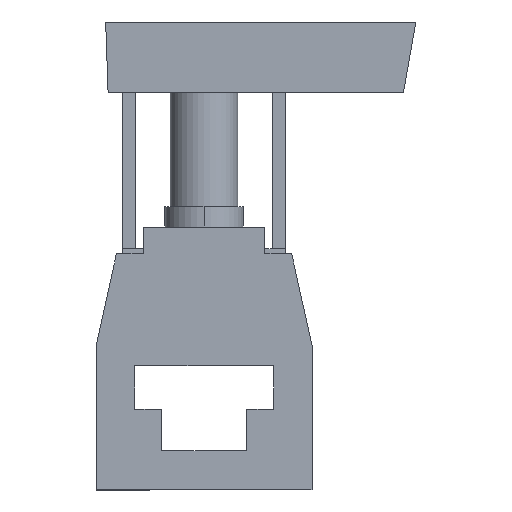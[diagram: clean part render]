
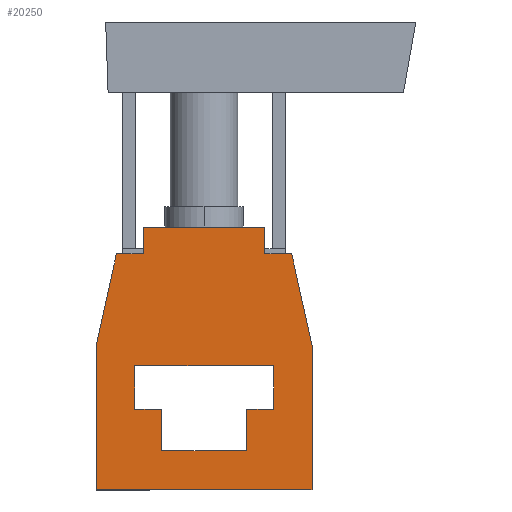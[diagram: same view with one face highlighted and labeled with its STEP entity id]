
A CAD part, left-side view. The second image highlights one B-rep face of the part: STEP entity #20250.
In plain terms, the highlighted planar face has unit normal (-1, 0, 0).
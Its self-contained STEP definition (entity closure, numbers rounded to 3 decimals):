
#12170=CARTESIAN_POINT('',(-9.8,19.5,12.5));
#12180=VERTEX_POINT('',#12170);
#12210=CARTESIAN_POINT('',(-9.8,19.5,0.));
#12220=DIRECTION('',(0.,0.,-1.));
#12230=VECTOR('',#12220,1.);
#12240=LINE('',#12210,#12230);
#12250=CARTESIAN_POINT('',(-9.8,19.5,3.5));
#12260=VERTEX_POINT('',#12250);
#12270=EDGE_CURVE('',#12180,#12260,#12240,.T.);
#13030=CARTESIAN_POINT('',(-9.8,0.,3.5));
#13040=DIRECTION('',(0.,1.,0.));
#13050=VECTOR('',#13040,1.);
#13060=LINE('',#13030,#13050);
#13070=CARTESIAN_POINT('',(-9.8,17.5,3.5));
#13080=VERTEX_POINT('',#13070);
#13090=EDGE_CURVE('',#13080,#12260,#13060,.T.);
#13330=CARTESIAN_POINT('',(-9.8,17.5,0.));
#13340=DIRECTION('',(0.,0.,1.));
#13350=VECTOR('',#13340,1.);
#13360=LINE('',#13330,#13350);
#13370=CARTESIAN_POINT('',(-9.8,17.5,1.5));
#13380=VERTEX_POINT('',#13370);
#13390=EDGE_CURVE('',#13380,#13080,#13360,.T.);
#18620=CARTESIAN_POINT('',(-9.8,0.,16.));
#18630=DIRECTION('',(0.,-1.,0.));
#18640=VECTOR('',#18630,1.);
#18650=LINE('',#18620,#18640);
#18660=CARTESIAN_POINT('',(-9.8,10.734,16.));
#18670=VERTEX_POINT('',#18660);
#18680=CARTESIAN_POINT('',(-9.8,0.,16.));
#18690=VERTEX_POINT('',#18680);
#18700=EDGE_CURVE('',#18670,#18690,#18650,.T.);
#19040=CARTESIAN_POINT('',(-9.8,9.2,0.));
#19050=DIRECTION('',(-1.,0.,0.));
#19060=DIRECTION('',(0.,1.,0.));
#19070=AXIS2_PLACEMENT_3D('',#19040,#19050,#19060);
#19080=PLANE('',#19070);
#19090=CARTESIAN_POINT('',(-9.8,6.,0.));
#19100=DIRECTION('',(0.,0.,1.));
#19110=VECTOR('',#19100,1.);
#19120=LINE('',#19090,#19110);
#19130=CARTESIAN_POINT('',(-9.8,6.,11.15));
#19140=VERTEX_POINT('',#19130);
#19150=CARTESIAN_POINT('',(-9.8,6.,13.15));
#19160=VERTEX_POINT('',#19150);
#19170=EDGE_CURVE('',#19140,#19160,#19120,.T.);
#19180=ORIENTED_EDGE('',*,*,#19170,.F.);
#19190=CARTESIAN_POINT('',(-9.8,0.,13.15));
#19200=DIRECTION('',(0.,1.,0.));
#19210=VECTOR('',#19200,1.);
#19220=LINE('',#19190,#19210);
#19230=CARTESIAN_POINT('',(-9.8,9.2,13.15));
#19240=VERTEX_POINT('',#19230);
#19250=EDGE_CURVE('',#19160,#19240,#19220,.T.);
#19260=ORIENTED_EDGE('',*,*,#19250,.F.);
#19270=CARTESIAN_POINT('',(-9.8,9.2,0.));
#19280=DIRECTION('',(0.,0.,-1.));
#19290=VECTOR('',#19280,1.);
#19300=LINE('',#19270,#19290);
#19310=CARTESIAN_POINT('',(-9.8,9.2,2.85));
#19320=VERTEX_POINT('',#19310);
#19330=EDGE_CURVE('',#19240,#19320,#19300,.T.);
#19340=ORIENTED_EDGE('',*,*,#19330,.F.);
#19350=CARTESIAN_POINT('',(-9.8,0.,2.85));
#19360=DIRECTION('',(0.,-1.,0.));
#19370=VECTOR('',#19360,1.);
#19380=LINE('',#19350,#19370);
#19390=CARTESIAN_POINT('',(-9.8,6.,2.85));
#19400=VERTEX_POINT('',#19390);
#19410=EDGE_CURVE('',#19320,#19400,#19380,.T.);
#19420=ORIENTED_EDGE('',*,*,#19410,.F.);
#19430=CARTESIAN_POINT('',(-9.8,6.,0.));
#19440=DIRECTION('',(0.,0.,1.));
#19450=VECTOR('',#19440,1.);
#19460=LINE('',#19430,#19450);
#19470=CARTESIAN_POINT('',(-9.8,6.,4.85));
#19480=VERTEX_POINT('',#19470);
#19490=EDGE_CURVE('',#19400,#19480,#19460,.T.);
#19500=ORIENTED_EDGE('',*,*,#19490,.F.);
#19510=CARTESIAN_POINT('',(-9.8,0.,4.85));
#19520=DIRECTION('',(0.,-1.,0.));
#19530=VECTOR('',#19520,1.);
#19540=LINE('',#19510,#19530);
#19550=CARTESIAN_POINT('',(-9.8,2.9,4.85));
#19560=VERTEX_POINT('',#19550);
#19570=EDGE_CURVE('',#19480,#19560,#19540,.T.);
#19580=ORIENTED_EDGE('',*,*,#19570,.F.);
#19590=CARTESIAN_POINT('',(-9.8,2.9,0.));
#19600=DIRECTION('',(0.,0.,1.));
#19610=VECTOR('',#19600,1.);
#19620=LINE('',#19590,#19610);
#19630=CARTESIAN_POINT('',(-9.8,2.9,11.15));
#19640=VERTEX_POINT('',#19630);
#19650=EDGE_CURVE('',#19560,#19640,#19620,.T.);
#19660=ORIENTED_EDGE('',*,*,#19650,.F.);
#19670=CARTESIAN_POINT('',(-9.8,0.,11.15));
#19680=DIRECTION('',(0.,1.,0.));
#19690=VECTOR('',#19680,1.);
#19700=LINE('',#19670,#19690);
#19710=EDGE_CURVE('',#19640,#19140,#19700,.T.);
#19720=ORIENTED_EDGE('',*,*,#19710,.F.);
#19730=EDGE_LOOP('',(#19720,#19660,#19580,#19500,#19420,#19340,#19260,
#19180));
#19740=FACE_BOUND('',#19730,.T.);
#19750=CARTESIAN_POINT('',(-9.8,0.,0.));
#19760=DIRECTION('',(0.,0.,1.));
#19770=VECTOR('',#19760,1.);
#19780=LINE('',#19750,#19770);
#19790=CARTESIAN_POINT('',(-9.8,0.,0.));
#19800=VERTEX_POINT('',#19790);
#19810=EDGE_CURVE('',#19800,#18690,#19780,.T.);
#19820=ORIENTED_EDGE('',*,*,#19810,.T.);
#19830=CARTESIAN_POINT('',(-9.8,0.,0.));
#19840=DIRECTION('',(0.,1.,0.));
#19850=VECTOR('',#19840,1.);
#19860=LINE('',#19830,#19850);
#19870=CARTESIAN_POINT('',(-9.8,10.734,0.));
#19880=VERTEX_POINT('',#19870);
#19890=EDGE_CURVE('',#19800,#19880,#19860,.T.);
#19900=ORIENTED_EDGE('',*,*,#19890,.F.);
#19910=CARTESIAN_POINT('',(-9.8,0.,-2.38));
#19920=DIRECTION('',(0.,0.976,0.216));
#19930=VECTOR('',#19920,1.);
#19940=LINE('',#19910,#19930);
#19950=EDGE_CURVE('',#19880,#13380,#19940,.T.);
#19960=ORIENTED_EDGE('',*,*,#19950,.F.);
#19970=ORIENTED_EDGE('',*,*,#13390,.F.);
#19980=ORIENTED_EDGE('',*,*,#13090,.F.);
#19990=ORIENTED_EDGE('',*,*,#12270,.T.);
#20000=CARTESIAN_POINT('',(-9.8,0.,12.5));
#20010=DIRECTION('',(0.,-1.,0.));
#20020=VECTOR('',#20010,1.);
#20030=LINE('',#20000,#20020);
#20040=CARTESIAN_POINT('',(-9.8,17.5,12.5));
#20050=VERTEX_POINT('',#20040);
#20060=EDGE_CURVE('',#12180,#20050,#20030,.T.);
#20070=ORIENTED_EDGE('',*,*,#20060,.F.);
#20080=CARTESIAN_POINT('',(-9.8,17.5,0.));
#20090=DIRECTION('',(0.,0.,1.));
#20100=VECTOR('',#20090,1.);
#20110=LINE('',#20080,#20100);
#20120=CARTESIAN_POINT('',(-9.8,17.5,14.5));
#20130=VERTEX_POINT('',#20120);
#20140=EDGE_CURVE('',#20050,#20130,#20110,.T.);
#20150=ORIENTED_EDGE('',*,*,#20140,.F.);
#20160=CARTESIAN_POINT('',(-9.8,0.,18.38));
#20170=DIRECTION('',(0.,-0.976,0.216));
#20180=VECTOR('',#20170,1.);
#20190=LINE('',#20160,#20180);
#20200=EDGE_CURVE('',#20130,#18670,#20190,.T.);
#20210=ORIENTED_EDGE('',*,*,#20200,.F.);
#20220=ORIENTED_EDGE('',*,*,#18700,.F.);
#20230=EDGE_LOOP('',(#20220,#20210,#20150,#20070,#19990,#19980,#19970,
#19960,#19900,#19820));
#20240=FACE_OUTER_BOUND('',#20230,.T.);
#20250=ADVANCED_FACE('',(#19740,#20240),#19080,.T.);
